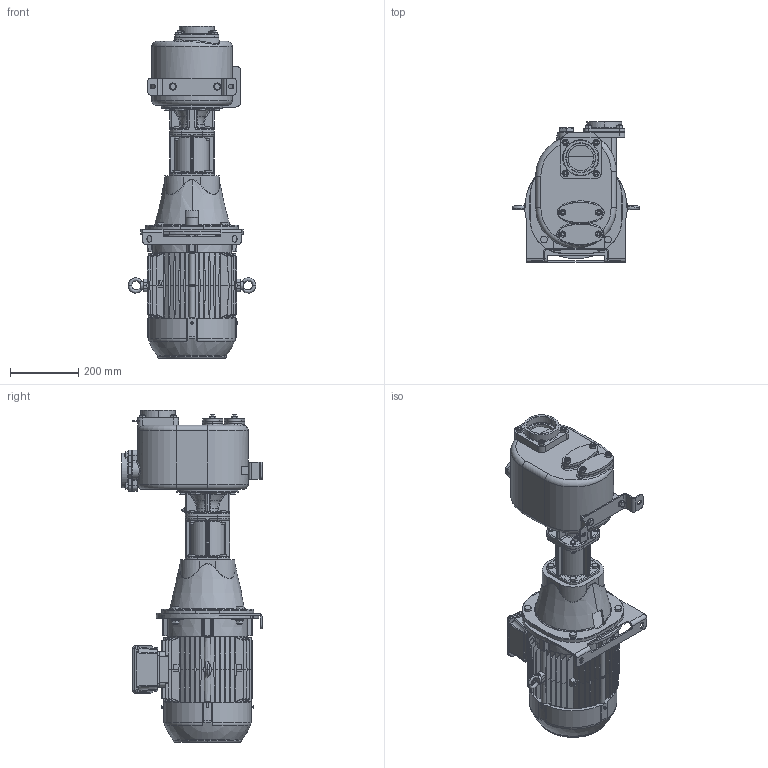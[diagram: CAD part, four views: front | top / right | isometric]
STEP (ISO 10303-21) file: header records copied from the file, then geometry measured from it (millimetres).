
FILE_DESCRIPTION((''),'2;1');
FILE_NAME('S_82_K_BBT52_SW0001','2016-08-11T',('Nicola'),(''),'CREO PARAMETRIC BY PTC INC, 2015290','CREO PARAMETRIC BY PTC INC, 2015290','');
FILE_SCHEMA(('CONFIG_CONTROL_DESIGN'));
Products named in the file (1): S_82_K_BBT52_SW0001
Bounding box: 373.96 x 411 x 973.2 mm (x, y, z)
Volume: 35395201.2 mm3; surface area: 1816949.1 mm2
Topology: 2 solids, 9 shells, 4440 faces, 10636 edges, 6638 vertices
Faces by surface type: plane 2593, cone 808, cylinder 666, bspline 211, torus 147, sphere 11, extrusion 4
Entity records: 176667 total; most frequent: CARTESIAN_POINT 76574, ORIENTED_EDGE 21252, DIRECTION 19516, EDGE_CURVE 10626, AXIS2_PLACEMENT_3D 6818, VERTEX_POINT 6638, VECTOR 5880, LINE 5876
